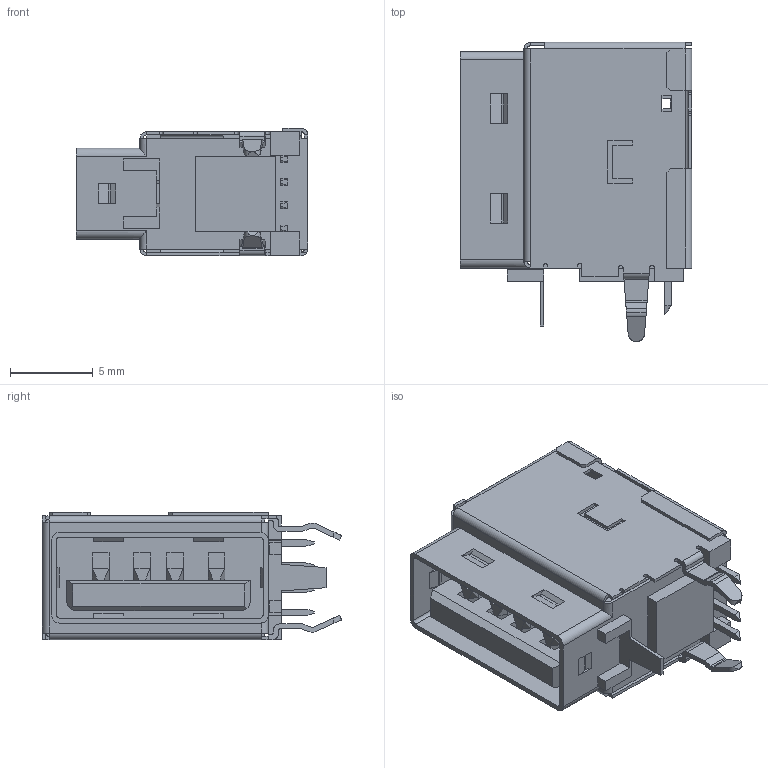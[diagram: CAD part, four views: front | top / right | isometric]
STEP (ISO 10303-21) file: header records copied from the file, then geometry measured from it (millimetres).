
FILE_DESCRIPTION(('STEP AP242'),'1');
FILE_NAME('0894858000.stp','2024-11-25T15:40:06',('TraceParts'),('TraceParts S.A.'),'Spatial InterOp 3D',' ',' ');
FILE_SCHEMA(('AP242_MANAGED_MODEL_BASED_3D_ENGINEERING_MIM_LF {1 0 10303 442 1 1 4}'));
Length unit declared in the file: millimetre
Products named in the file (1): 0894858000_1
Bounding box: 14 x 18.09 x 7.7 mm (x, y, z)
Volume: 660.2 mm3; surface area: 1859.7 mm2
Topology: 1 solids, 1 shells, 412 faces, 1164 edges, 781 vertices
Faces by surface type: plane 327, cylinder 77, bspline 8
Entity records: 13408 total; most frequent: CARTESIAN_POINT 2747, ORIENTED_EDGE 2270, DIRECTION 2050, EDGE_CURVE 1135, LINE 978, VECTOR 978, VERTEX_POINT 723, AXIS2_PLACEMENT_3D 536
